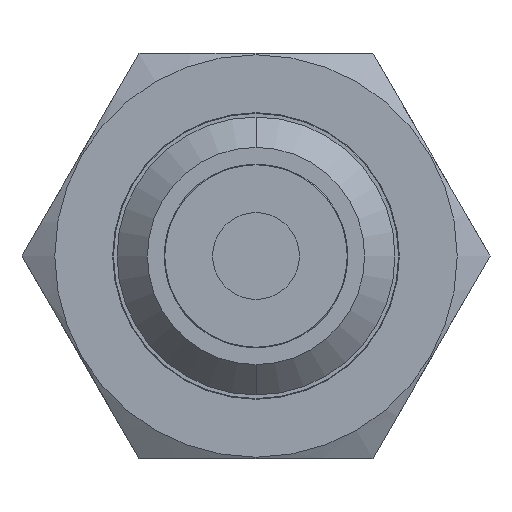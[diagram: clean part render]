
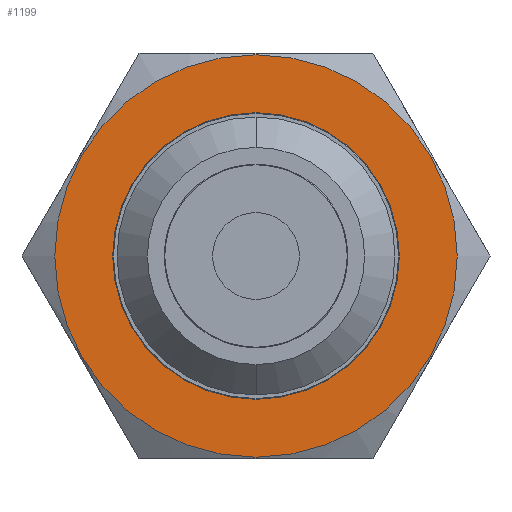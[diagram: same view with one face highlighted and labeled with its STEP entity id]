
A CAD part, front view. The second image highlights one B-rep face of the part: STEP entity #1199.
In plain terms, the highlighted planar face has unit normal (0, -1, 0).
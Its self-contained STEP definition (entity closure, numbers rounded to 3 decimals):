
#200 = VERTEX_POINT ( 'NONE', #1295 ) ;
#201 = VERTEX_POINT ( 'NONE', #1277 ) ;
#217 = VERTEX_POINT ( 'NONE', #1265 ) ;
#218 = VERTEX_POINT ( 'NONE', #1306 ) ;
#268 = ORIENTED_EDGE ( 'NONE', *, *, #992, .T. ) ;
#274 = ORIENTED_EDGE ( 'NONE', *, *, #873, .F. ) ;
#275 = ORIENTED_EDGE ( 'NONE', *, *, #876, .T. ) ;
#278 = ORIENTED_EDGE ( 'NONE', *, *, #989, .F. ) ;
#354 = FACE_OUTER_BOUND ( 'NONE', #1099, .T. ) ;
#355 = FACE_BOUND ( 'NONE', #1092, .T. ) ;
#873 = EDGE_CURVE ( 'NONE', #218, #200, #2509, .T. ) ;
#876 = EDGE_CURVE ( 'NONE', #217, #201, #2483, .T. ) ;
#903 = CARTESIAN_POINT ( 'NONE',  ( 0., 5.5, 0. ) ) ;
#908 = DIRECTION ( 'NONE',  ( 0., -1., 0. ) ) ;
#937 = DIRECTION ( 'NONE',  ( 0., -1., 0. ) ) ;
#952 = DIRECTION ( 'NONE',  ( 0., 0., -1. ) ) ;
#956 = CARTESIAN_POINT ( 'NONE',  ( 0., 5.5, 0. ) ) ;
#958 = DIRECTION ( 'NONE',  ( 0., 0., -1. ) ) ;
#989 = EDGE_CURVE ( 'NONE', #200, #218, #2436, .T. ) ;
#992 = EDGE_CURVE ( 'NONE', #201, #217, #2473, .T. ) ;
#1092 = EDGE_LOOP ( 'NONE', ( #278, #274 ) ) ;
#1099 = EDGE_LOOP ( 'NONE', ( #275, #268 ) ) ;
#1199 = ADVANCED_FACE ( 'NONE', ( #354, #355 ), #2006, .T. ) ;
#1240 = DIRECTION ( 'NONE',  ( 0., -1., 0. ) ) ;
#1247 = DIRECTION ( 'NONE',  ( 0., 0., -1. ) ) ;
#1265 = CARTESIAN_POINT ( 'NONE',  ( 0., 5.5, -6.95 ) ) ;
#1277 = CARTESIAN_POINT ( 'NONE',  ( 0., 5.5, 6.95 ) ) ;
#1295 = CARTESIAN_POINT ( 'NONE',  ( 0., 5.5, -4.95 ) ) ;
#1297 = CARTESIAN_POINT ( 'NONE',  ( 0., 5.5, 0. ) ) ;
#1306 = CARTESIAN_POINT ( 'NONE',  ( 0., 5.5, 4.95 ) ) ;
#1780 = DIRECTION ( 'NONE',  ( 0., -1., 0. ) ) ;
#1836 = CARTESIAN_POINT ( 'NONE',  ( 0., 5.5, 0. ) ) ;
#1847 = DIRECTION ( 'NONE',  ( 0., 0., -1. ) ) ;
#2001 = DIRECTION ( 'NONE',  ( 0., 0., -1. ) ) ;
#2002 = DIRECTION ( 'NONE',  ( 0., -1., 0. ) ) ;
#2005 = CARTESIAN_POINT ( 'NONE',  ( 4.95, 5.5, 0. ) ) ;
#2006 = PLANE ( 'NONE',  #2537 ) ;
#2436 = CIRCLE ( 'NONE', #2482, 4.95 ) ;
#2471 = AXIS2_PLACEMENT_3D ( 'NONE', #956, #908, #952 ) ;
#2473 = CIRCLE ( 'NONE', #2471, 6.95 ) ;
#2482 = AXIS2_PLACEMENT_3D ( 'NONE', #903, #937, #958 ) ;
#2483 = CIRCLE ( 'NONE', #2539, 6.95 ) ;
#2509 = CIRCLE ( 'NONE', #2519, 4.95 ) ;
#2519 = AXIS2_PLACEMENT_3D ( 'NONE', #1297, #1240, #1247 ) ;
#2537 = AXIS2_PLACEMENT_3D ( 'NONE', #2005, #2002, #2001 ) ;
#2539 = AXIS2_PLACEMENT_3D ( 'NONE', #1836, #1780, #1847 ) ;
